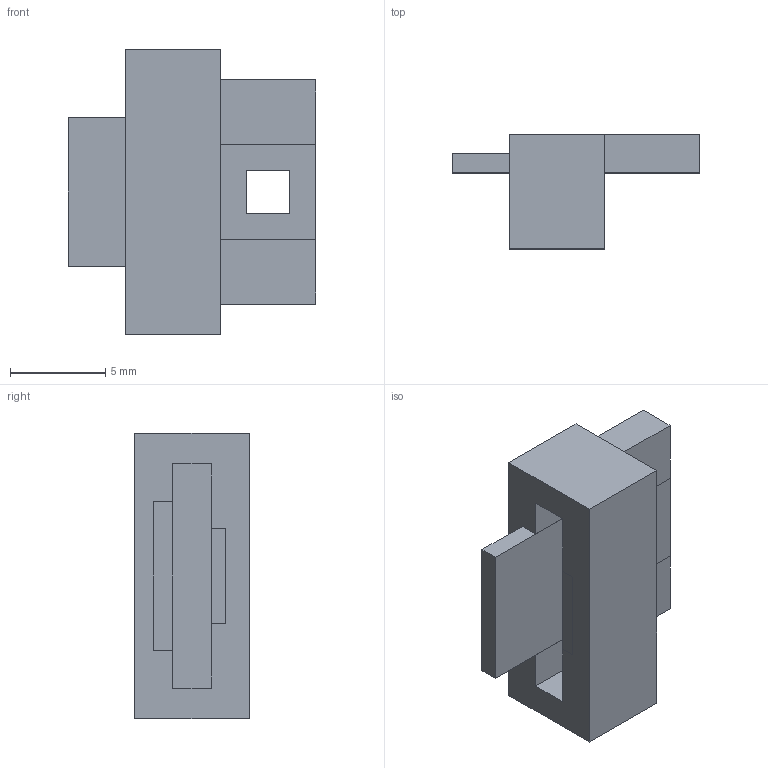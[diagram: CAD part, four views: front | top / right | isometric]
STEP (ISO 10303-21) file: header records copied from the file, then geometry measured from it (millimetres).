
FILE_DESCRIPTION(/* description */ (''),/* implementation_level */ '2;1');
FILE_NAME(/* name */ 'Micro Switch Adapter 90deg.step',/* time_stamp */ '2024-08-10T14:20:30+02:00',/* author */ (''),/* organization */ (''),/* preprocessor_version */ 'ST-DEVELOPER v20',/* originating_system */ 'Autodesk Translation Framework v13.14.0.145',/* authorisation */ '');
FILE_SCHEMA (('AUTOMOTIVE_DESIGN { 1 0 10303 214 3 1 1 }'));
Length unit declared in the file: millimetre
Products named in the file (1): (Unsaved)
Bounding box: 13 x 6 x 15 mm (x, y, z)
Volume: 515.5 mm3; surface area: 1046.6 mm2
Topology: 7 solids, 7 shells, 66 faces, 156 edges, 104 vertices
Faces by surface type: plane 66
Entity records: 1895 total; most frequent: CARTESIAN_POINT 327, ORIENTED_EDGE 312, DIRECTION 290, LINE 156, VECTOR 156, EDGE_CURVE 156, VERTEX_POINT 104, EDGE_LOOP 70
